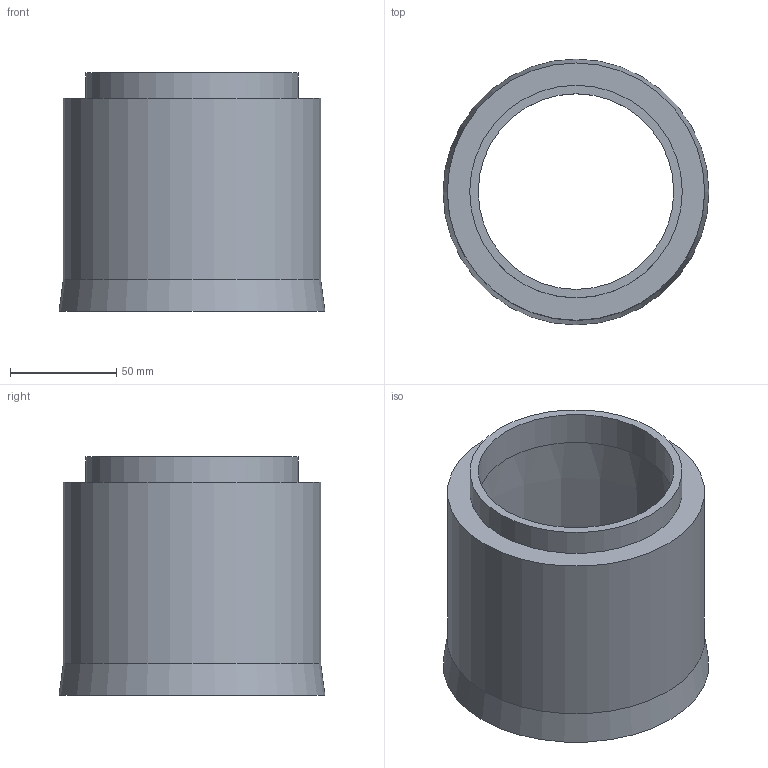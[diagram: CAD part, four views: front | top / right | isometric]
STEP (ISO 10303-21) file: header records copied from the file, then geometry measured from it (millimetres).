
FILE_DESCRIPTION(/* description */ ('DN 110 CORRUGATED','CAx-IF Rec.Pracs.---Representation and Presentation of Product Manufacturing Information (PMI)---4.0---2014-10-13'),/* implementation_level */ '2;1');
FILE_NAME(/* name */ 'ADAPTER KOS AD DN 110 COR.stp',/* time_stamp */ '2025-10-07T09:56:49+02:00',/* author */ ('se-jorlan'),/* organization */ (''),/* preprocessor_version */ 'ST-DEVELOPER v20',/* originating_system */ 'Autodesk Inventor 2023',/* authorisation */ '');
FILE_SCHEMA (('AP242_MANAGED_MODEL_BASED_3D_ENGINEERING_MIM_LF { 1 0 10303 442 1 1 4 }'));
Length unit declared in the file: millimetre
Products named in the file (1): ADAPTER KOS AD DN 110 COR
Bounding box: 125 x 125 x 112 mm (x, y, z)
Volume: 195583.5 mm3; surface area: 89677.1 mm2
Topology: 1 solids, 1 shells, 10 faces, 16 edges, 10 vertices
Faces by surface type: plane 4, cone 3, cylinder 3
Full cylindrical faces by diameter (mm): 92 x1, 100 x1, 121 x1
Entity records: 309 total; most frequent: DIRECTION 56, CARTESIAN_POINT 42, ORIENTED_EDGE 32, AXIS2_PLACEMENT_3D 25, EDGE_CURVE 16, EDGE_LOOP 14, FACE_OUTER_BOUND 10, CIRCLE 10
